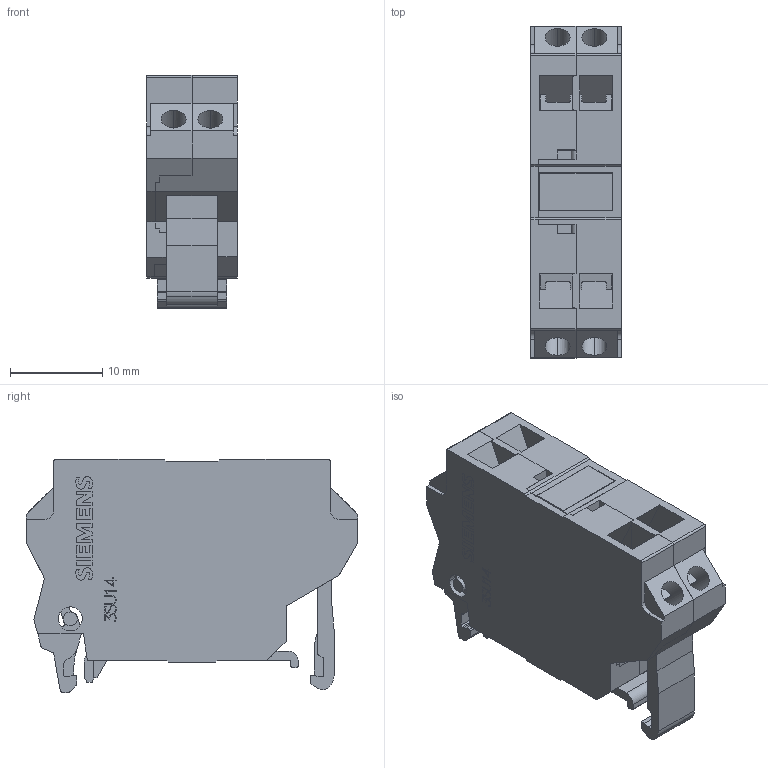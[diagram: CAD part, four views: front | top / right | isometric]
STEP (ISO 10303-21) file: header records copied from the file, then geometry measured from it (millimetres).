
FILE_DESCRIPTION(('STEP AP214'),'1');
FILE_NAME('cctmp_E89852B0-BDA3-4BC3-8DE3-5DB326A31AD5_2023_07_21_19_45_45_0785..stp','2023-07-21T17:45:46',('SIEMENS A&D'),('CADClick - www.CADClick.com'),'Spatial InterOp 3D postprocessed',' ','unknown authorization');
FILE_SCHEMA(('AUTOMOTIVE_DESIGN'));
Length unit declared in the file: millimetre
Products named in the file (1): 2023_07_21_19_45_45_0766
Bounding box: 9.8 x 36 x 25.3 mm (x, y, z)
Volume: 5925.1 mm3; surface area: 4956.7 mm2
Topology: 1 solids, 6 shells, 574 faces, 1616 edges, 1075 vertices
Faces by surface type: plane 444, cylinder 130
Entity records: 31098 total; most frequent: CARTESIAN_POINT 3498, STYLED_ITEM 3266, PRESENTATION_STYLE_ASSIGNMENT 3266, ORIENTED_EDGE 3232, DIRECTION 3002, EDGE_CURVE 1616, CURVE_STYLE 1616, DRAUGHTING_PRE_DEFINED_CURVE_FONT 1616
